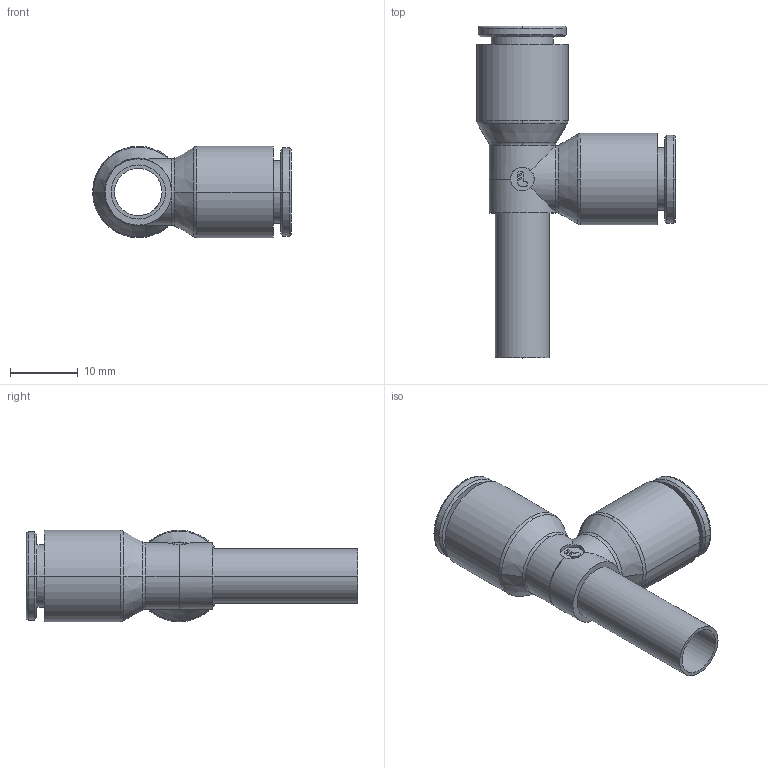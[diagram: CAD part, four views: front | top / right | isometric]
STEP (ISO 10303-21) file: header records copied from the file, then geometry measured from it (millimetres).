
FILE_DESCRIPTION(('STEP AP214'),'1');
FILE_NAME('6383_08_00WP2.stp','2016-07-07T14:17:45',('TraceParts'),('TraceParts S.A.'),'Spatial InterOp 3D',' ',' ');
FILE_SCHEMA(('automotive_design'));
Length unit declared in the file: millimetre
Products named in the file (1): 1
Bounding box: 29.35 x 49 x 13.5 mm (x, y, z)
Volume: 3325.8 mm3; surface area: 4325.7 mm2
Topology: 1 solids, 1 shells, 82 faces, 213 edges, 137 vertices
Faces by surface type: cylinder 34, plane 26, torus 12, cone 8, sphere 2
Entity records: 2846 total; most frequent: CARTESIAN_POINT 724, DIRECTION 491, ORIENTED_EDGE 420, EDGE_CURVE 210, AXIS2_PLACEMENT_3D 206, VERTEX_POINT 137, CIRCLE 117, EDGE_LOOP 93
